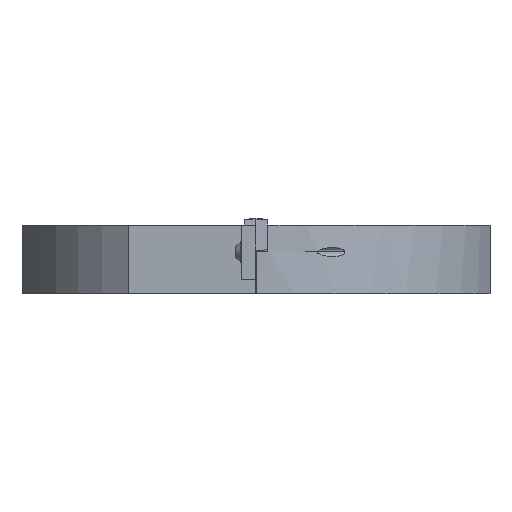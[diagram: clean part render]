
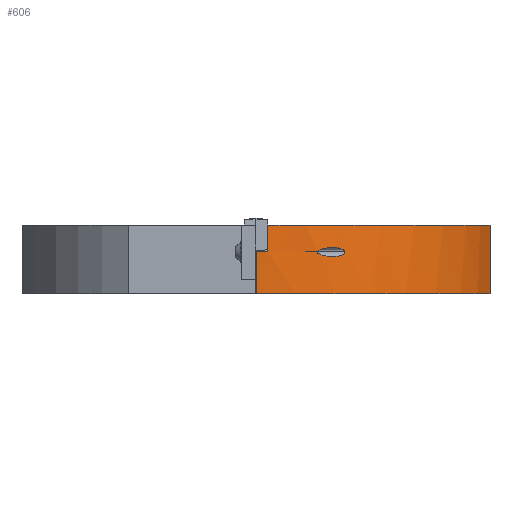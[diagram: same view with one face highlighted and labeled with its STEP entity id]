
A CAD part, left-side view. The second image highlights one B-rep face of the part: STEP entity #606.
In plain terms, the highlighted free-form (B-spline) face has degree [2, 1] with [3, 2] control points.
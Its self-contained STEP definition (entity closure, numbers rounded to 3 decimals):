
#281 = VERTEX_POINT('',#282);
#282 = CARTESIAN_POINT('',(-80.914,-21.151,
    14.31));
#300 = VERTEX_POINT('',#301);
#301 = CARTESIAN_POINT('',(-77.817,-30.644,
    14.31));
#306 = EDGE_CURVE('',#300,#281,#307,.T.);
#307 = B_SPLINE_CURVE_WITH_KNOTS('',3,(#308,#309,#310,#311,#312,#313,
    #314,#315,#316,#317,#318,#319,#320,#321,#322,#323,#324,#325,#326,
    #327,#328,#329,#330,#331,#332,#333,#334,#335),.UNSPECIFIED.,.F.,.F.,
  (4,2,2,2,2,2,2,2,2,2,2,2,2,4),(0.009,0.009,
    0.01,0.01,0.011,
    0.011,0.012,0.013,
    0.015,0.016,0.017,
    0.017,0.018,0.018),
  .UNSPECIFIED.);
#308 = CARTESIAN_POINT('',(-77.817,-30.644,
    14.31));
#309 = CARTESIAN_POINT('',(-77.817,-30.644,
    14.194));
#310 = CARTESIAN_POINT('',(-77.831,-30.608,
    14.078));
#311 = CARTESIAN_POINT('',(-77.874,-30.497,
    13.879));
#312 = CARTESIAN_POINT('',(-77.904,-30.422,
    13.792));
#313 = CARTESIAN_POINT('',(-77.999,-30.178,
    13.563));
#314 = CARTESIAN_POINT('',(-78.073,-29.986,
    13.449));
#315 = CARTESIAN_POINT('',(-78.222,-29.595,
    13.259));
#316 = CARTESIAN_POINT('',(-78.298,-29.393,
    13.183));
#317 = CARTESIAN_POINT('',(-78.452,-28.98,
    13.056));
#318 = CARTESIAN_POINT('',(-78.529,-28.77,
    13.003));
#319 = CARTESIAN_POINT('',(-78.761,-28.132,
    12.873));
#320 = CARTESIAN_POINT('',(-78.912,-27.704,
    12.821));
#321 = CARTESIAN_POINT('',(-79.208,-26.847,
    12.762));
#322 = CARTESIAN_POINT('',(-79.353,-26.416,
    12.755));
#323 = CARTESIAN_POINT('',(-79.635,-25.552,
    12.778));
#324 = CARTESIAN_POINT('',(-79.773,-25.119,
    12.809));
#325 = CARTESIAN_POINT('',(-80.042,-24.249,
    12.909));
#326 = CARTESIAN_POINT('',(-80.172,-23.814,12.979
    ));
#327 = CARTESIAN_POINT('',(-80.423,-22.951,
    13.168));
#328 = CARTESIAN_POINT('',(-80.544,-22.523,
    13.285));
#329 = CARTESIAN_POINT('',(-80.713,-21.906,
    13.54));
#330 = CARTESIAN_POINT('',(-80.767,-21.705,
    13.637));
#331 = CARTESIAN_POINT('',(-80.841,-21.43,
    13.834));
#332 = CARTESIAN_POINT('',(-80.864,-21.343,13.908
    ));
#333 = CARTESIAN_POINT('',(-80.9,-21.204,
    14.085));
#334 = CARTESIAN_POINT('',(-80.914,-21.151,
    14.192));
#335 = CARTESIAN_POINT('',(-80.914,-21.151,
    14.31));
#606 = ADVANCED_FACE('',(#607,#643),#691,.T.);
#607 = FACE_BOUND('',#608,.T.);
#608 = EDGE_LOOP('',(#609,#642));
#609 = ORIENTED_EDGE('',*,*,#610,.T.);
#610 = EDGE_CURVE('',#281,#300,#611,.T.);
#611 = B_SPLINE_CURVE_WITH_KNOTS('',3,(#612,#613,#614,#615,#616,#617,
    #618,#619,#620,#621,#622,#623,#624,#625,#626,#627,#628,#629,#630,
    #631,#632,#633,#634,#635,#636,#637,#638,#639,#640,#641),
  .UNSPECIFIED.,.F.,.F.,(4,2,2,2,2,2,2,2,2,2,2,2,2,2,4),(
    0.,0.,0.001,
    0.001,0.002,0.002,
    0.003,0.004,0.006,
    0.007,0.007,0.008,
    0.008,0.009,0.009),
  .UNSPECIFIED.);
#612 = CARTESIAN_POINT('',(-80.914,-21.151,
    14.31));
#613 = CARTESIAN_POINT('',(-80.914,-21.151,
    14.428));
#614 = CARTESIAN_POINT('',(-80.9,-21.204,
    14.536));
#615 = CARTESIAN_POINT('',(-80.863,-21.347,
    14.717));
#616 = CARTESIAN_POINT('',(-80.839,-21.435,
    14.79));
#617 = CARTESIAN_POINT('',(-80.765,-21.713,
    14.987));
#618 = CARTESIAN_POINT('',(-80.711,-21.915,
    15.084));
#619 = CARTESIAN_POINT('',(-80.598,-22.326,
    15.253));
#620 = CARTESIAN_POINT('',(-80.539,-22.537,
    15.324));
#621 = CARTESIAN_POINT('',(-80.419,-22.964,15.449
    ));
#622 = CARTESIAN_POINT('',(-80.357,-23.178,
    15.502));
#623 = CARTESIAN_POINT('',(-80.17,-23.821,
    15.642));
#624 = CARTESIAN_POINT('',(-80.041,-24.251,
    15.711));
#625 = CARTESIAN_POINT('',(-79.774,-25.114,
    15.811));
#626 = CARTESIAN_POINT('',(-79.637,-25.547,
    15.841));
#627 = CARTESIAN_POINT('',(-79.353,-26.415,
    15.865));
#628 = CARTESIAN_POINT('',(-79.207,-26.851,
    15.858));
#629 = CARTESIAN_POINT('',(-78.908,-27.715,
    15.798));
#630 = CARTESIAN_POINT('',(-78.756,-28.146,
    15.744));
#631 = CARTESIAN_POINT('',(-78.525,-28.78,
    15.614));
#632 = CARTESIAN_POINT('',(-78.449,-28.988,
    15.562));
#633 = CARTESIAN_POINT('',(-78.295,-29.4,15.434
    ));
#634 = CARTESIAN_POINT('',(-78.219,-29.603,
    15.358));
#635 = CARTESIAN_POINT('',(-78.07,-29.994,
    15.167));
#636 = CARTESIAN_POINT('',(-77.998,-30.18,
    15.056));
#637 = CARTESIAN_POINT('',(-77.903,-30.424,
    14.826));
#638 = CARTESIAN_POINT('',(-77.874,-30.497,
    14.74));
#639 = CARTESIAN_POINT('',(-77.83,-30.609,
    14.54));
#640 = CARTESIAN_POINT('',(-77.817,-30.644,
    14.425));
#641 = CARTESIAN_POINT('',(-77.817,-30.644,
    14.31));
#642 = ORIENTED_EDGE('',*,*,#306,.T.);
#643 = FACE_BOUND('',#644,.T.);
#644 = EDGE_LOOP('',(#645,#656,#663,#671,#678,#686));
#645 = ORIENTED_EDGE('',*,*,#646,.T.);
#646 = EDGE_CURVE('',#647,#649,#651,.T.);
#647 = VERTEX_POINT('',#648);
#648 = CARTESIAN_POINT('',(-83.536,-4.026,
    14.553));
#649 = VERTEX_POINT('',#650);
#650 = CARTESIAN_POINT('',(-83.633,0.,14.497));
#651 = ( BOUNDED_CURVE() B_SPLINE_CURVE(3,(#652,#653,#654,#655),
.UNSPECIFIED.,.F.,.F.) B_SPLINE_CURVE_WITH_KNOTS((4,4),(6.235,
6.283),.PIECEWISE_BEZIER_KNOTS.) CURVE() 
GEOMETRIC_REPRESENTATION_ITEM() RATIONAL_B_SPLINE_CURVE((1.,
1.,1.,1.)) REPRESENTATION_ITEM('') );
#652 = CARTESIAN_POINT('',(-83.536,-4.026,
    14.553));
#653 = CARTESIAN_POINT('',(-83.601,-2.685,
    14.515));
#654 = CARTESIAN_POINT('',(-83.633,-1.343,
    14.497));
#655 = CARTESIAN_POINT('',(-83.633,0.,14.497));
#656 = ORIENTED_EDGE('',*,*,#657,.T.);
#657 = EDGE_CURVE('',#649,#658,#660,.T.);
#658 = VERTEX_POINT('',#659);
#659 = CARTESIAN_POINT('',(-83.633,0.,0.));
#660 = B_SPLINE_CURVE_WITH_KNOTS('',1,(#661,#662),.UNSPECIFIED.,.F.,.F.,
  (2,2),(7.35,19.05),.PIECEWISE_BEZIER_KNOTS.);
#661 = CARTESIAN_POINT('',(-83.633,0.,14.497));
#662 = CARTESIAN_POINT('',(-83.633,0.,0.));
#663 = ORIENTED_EDGE('',*,*,#664,.T.);
#664 = EDGE_CURVE('',#658,#665,#667,.T.);
#665 = VERTEX_POINT('',#666);
#666 = CARTESIAN_POINT('',(-22.386,-80.581,0.));
#667 = ( BOUNDED_CURVE() B_SPLINE_CURVE(2,(#668,#669,#670),
.UNSPECIFIED.,.F.,.F.) B_SPLINE_CURVE_WITH_KNOTS((3,3),(3.142,
4.441),.PIECEWISE_BEZIER_KNOTS.) CURVE() 
GEOMETRIC_REPRESENTATION_ITEM() RATIONAL_B_SPLINE_CURVE((1.,
0.796,1.)) REPRESENTATION_ITEM('') );
#668 = CARTESIAN_POINT('',(-83.633,0.,0.));
#669 = CARTESIAN_POINT('',(-83.633,-63.566,0.));
#670 = CARTESIAN_POINT('',(-22.386,-80.581,0.));
#671 = ORIENTED_EDGE('',*,*,#672,.T.);
#672 = EDGE_CURVE('',#665,#673,#675,.T.);
#673 = VERTEX_POINT('',#674);
#674 = CARTESIAN_POINT('',(-22.386,-80.581,
    23.603));
#675 = B_SPLINE_CURVE_WITH_KNOTS('',1,(#676,#677),.UNSPECIFIED.,.F.,.F.,
  (2,2),(-19.05,0.),.PIECEWISE_BEZIER_KNOTS.);
#676 = CARTESIAN_POINT('',(-22.386,-80.581,0.));
#677 = CARTESIAN_POINT('',(-22.386,-80.581,
    23.603));
#678 = ORIENTED_EDGE('',*,*,#679,.F.);
#679 = EDGE_CURVE('',#680,#673,#682,.T.);
#680 = VERTEX_POINT('',#681);
#681 = CARTESIAN_POINT('',(-83.536,-4.026,
    23.603));
#682 = ( BOUNDED_CURVE() B_SPLINE_CURVE(2,(#683,#684,#685),
.UNSPECIFIED.,.F.,.F.) B_SPLINE_CURVE_WITH_KNOTS((3,3),(3.19,
4.441),.PIECEWISE_BEZIER_KNOTS.) CURVE() 
GEOMETRIC_REPRESENTATION_ITEM() RATIONAL_B_SPLINE_CURVE((1.,
0.81,1.)) REPRESENTATION_ITEM('') );
#683 = CARTESIAN_POINT('',(-83.536,-4.026,
    23.603));
#684 = CARTESIAN_POINT('',(-80.626,-64.402,
    23.603));
#685 = CARTESIAN_POINT('',(-22.386,-80.581,
    23.603));
#686 = ORIENTED_EDGE('',*,*,#687,.F.);
#687 = EDGE_CURVE('',#647,#680,#688,.T.);
#688 = B_SPLINE_CURVE_WITH_KNOTS('',1,(#689,#690),.UNSPECIFIED.,.F.,.F.,
  (2,2),(-7.305,0.),.PIECEWISE_BEZIER_KNOTS.);
#689 = CARTESIAN_POINT('',(-83.536,-4.026,
    14.553));
#690 = CARTESIAN_POINT('',(-83.536,-4.026,
    23.603));
#691 = ( BOUNDED_SURFACE() B_SPLINE_SURFACE(2,1,(
    (#692,#693)
    ,(#694,#695)
,(#696,#697
    )),.UNSPECIFIED.,.F.,.F.,.F.) B_SPLINE_SURFACE_WITH_KNOTS((3,3),(2,2
    ),(4.983,6.283),(0.,19.05),
.PIECEWISE_BEZIER_KNOTS.) GEOMETRIC_REPRESENTATION_ITEM() 
RATIONAL_B_SPLINE_SURFACE((
    (1.,1.)
    ,(0.796,0.796)
,(1.,1.))) REPRESENTATION_ITEM('') SURFACE() );
#692 = CARTESIAN_POINT('',(-22.386,-80.581,
    23.603));
#693 = CARTESIAN_POINT('',(-22.386,-80.581,0.));
#694 = CARTESIAN_POINT('',(-83.633,-63.566,
    23.603));
#695 = CARTESIAN_POINT('',(-83.633,-63.566,0.));
#696 = CARTESIAN_POINT('',(-83.633,0.,
    23.603));
#697 = CARTESIAN_POINT('',(-83.633,0.,0.));
